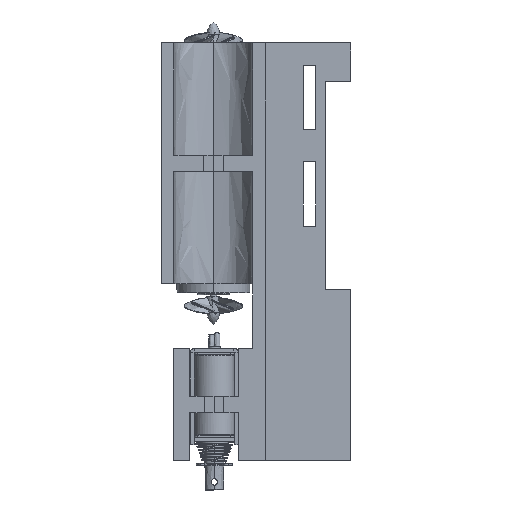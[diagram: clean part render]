
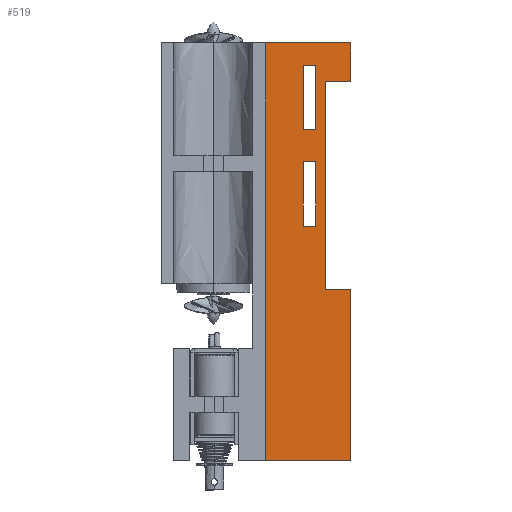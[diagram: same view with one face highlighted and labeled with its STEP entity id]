
A CAD part, left-side view. The second image highlights one B-rep face of the part: STEP entity #519.
In plain terms, the highlighted free-form (B-spline) face has degree [1, 1] with [2, 2] control points.
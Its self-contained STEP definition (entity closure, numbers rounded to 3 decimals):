
#519 = ADVANCED_FACE('',(#520,#550,#580),#638,.F.);
#520 = FACE_BOUND('',#521,.T.);
#521 = EDGE_LOOP('',(#522,#531,#538,#545));
#522 = ORIENTED_EDGE('',*,*,#523,.F.);
#523 = EDGE_CURVE('',#524,#526,#528,.T.);
#524 = VERTEX_POINT('',#525);
#525 = CARTESIAN_POINT('',(-85.831,-56.602,
    98.861));
#526 = VERTEX_POINT('',#527);
#527 = CARTESIAN_POINT('',(-85.831,-52.07,
    98.861));
#528 = B_SPLINE_CURVE_WITH_KNOTS('',1,(#529,#530),.UNSPECIFIED.,.F.,.F.,
  (2,2),(-31.919,-27.919),.PIECEWISE_BEZIER_KNOTS.);
#529 = CARTESIAN_POINT('',(-85.831,-56.602,
    98.861));
#530 = CARTESIAN_POINT('',(-85.831,-52.07,
    98.861));
#531 = ORIENTED_EDGE('',*,*,#532,.F.);
#532 = EDGE_CURVE('',#533,#524,#535,.T.);
#533 = VERTEX_POINT('',#534);
#534 = CARTESIAN_POINT('',(-85.831,-56.602,
    76.203));
#535 = B_SPLINE_CURVE_WITH_KNOTS('',1,(#536,#537),.UNSPECIFIED.,.F.,.F.,
  (2,2),(-57.,-37.),.PIECEWISE_BEZIER_KNOTS.);
#536 = CARTESIAN_POINT('',(-85.831,-56.602,
    76.203));
#537 = CARTESIAN_POINT('',(-85.831,-56.602,
    98.861));
#538 = ORIENTED_EDGE('',*,*,#539,.F.);
#539 = EDGE_CURVE('',#540,#533,#542,.T.);
#540 = VERTEX_POINT('',#541);
#541 = CARTESIAN_POINT('',(-85.831,-52.07,
    76.203));
#542 = B_SPLINE_CURVE_WITH_KNOTS('',1,(#543,#544),.UNSPECIFIED.,.F.,.F.,
  (2,2),(27.919,31.919),.PIECEWISE_BEZIER_KNOTS.);
#543 = CARTESIAN_POINT('',(-85.831,-52.07,
    76.203));
#544 = CARTESIAN_POINT('',(-85.831,-56.602,
    76.203));
#545 = ORIENTED_EDGE('',*,*,#546,.T.);
#546 = EDGE_CURVE('',#540,#526,#547,.T.);
#547 = B_SPLINE_CURVE_WITH_KNOTS('',1,(#548,#549),.UNSPECIFIED.,.F.,.F.,
  (2,2),(-57.,-37.),.PIECEWISE_BEZIER_KNOTS.);
#548 = CARTESIAN_POINT('',(-85.831,-52.07,
    76.203));
#549 = CARTESIAN_POINT('',(-85.831,-52.07,
    98.861));
#550 = FACE_BOUND('',#551,.T.);
#551 = EDGE_LOOP('',(#552,#561,#568,#575));
#552 = ORIENTED_EDGE('',*,*,#553,.F.);
#553 = EDGE_CURVE('',#554,#556,#558,.T.);
#554 = VERTEX_POINT('',#555);
#555 = CARTESIAN_POINT('',(-85.831,-56.602,
    132.847));
#556 = VERTEX_POINT('',#557);
#557 = CARTESIAN_POINT('',(-85.831,-52.07,
    132.847));
#558 = B_SPLINE_CURVE_WITH_KNOTS('',1,(#559,#560),.UNSPECIFIED.,.F.,.F.,
  (2,2),(-31.919,-27.919),.PIECEWISE_BEZIER_KNOTS.);
#559 = CARTESIAN_POINT('',(-85.831,-56.602,
    132.847));
#560 = CARTESIAN_POINT('',(-85.831,-52.07,
    132.847));
#561 = ORIENTED_EDGE('',*,*,#562,.F.);
#562 = EDGE_CURVE('',#563,#554,#565,.T.);
#563 = VERTEX_POINT('',#564);
#564 = CARTESIAN_POINT('',(-85.831,-56.602,
    110.19));
#565 = B_SPLINE_CURVE_WITH_KNOTS('',1,(#566,#567),.UNSPECIFIED.,.F.,.F.,
  (2,2),(-27.,-7.),.PIECEWISE_BEZIER_KNOTS.);
#566 = CARTESIAN_POINT('',(-85.831,-56.602,
    110.19));
#567 = CARTESIAN_POINT('',(-85.831,-56.602,
    132.847));
#568 = ORIENTED_EDGE('',*,*,#569,.F.);
#569 = EDGE_CURVE('',#570,#563,#572,.T.);
#570 = VERTEX_POINT('',#571);
#571 = CARTESIAN_POINT('',(-85.831,-52.07,
    110.19));
#572 = B_SPLINE_CURVE_WITH_KNOTS('',1,(#573,#574),.UNSPECIFIED.,.F.,.F.,
  (2,2),(27.919,31.919),.PIECEWISE_BEZIER_KNOTS.);
#573 = CARTESIAN_POINT('',(-85.831,-52.07,
    110.19));
#574 = CARTESIAN_POINT('',(-85.831,-56.602,
    110.19));
#575 = ORIENTED_EDGE('',*,*,#576,.T.);
#576 = EDGE_CURVE('',#570,#556,#577,.T.);
#577 = B_SPLINE_CURVE_WITH_KNOTS('',1,(#578,#579),.UNSPECIFIED.,.F.,.F.,
  (2,2),(-27.,-7.),.PIECEWISE_BEZIER_KNOTS.);
#578 = CARTESIAN_POINT('',(-85.831,-52.07,
    110.19));
#579 = CARTESIAN_POINT('',(-85.831,-52.07,
    132.847));
#580 = FACE_BOUND('',#581,.T.);
#581 = EDGE_LOOP('',(#582,#591,#598,#605,#612,#619,#626,#633));
#582 = ORIENTED_EDGE('',*,*,#583,.T.);
#583 = EDGE_CURVE('',#584,#586,#588,.T.);
#584 = VERTEX_POINT('',#585);
#585 = CARTESIAN_POINT('',(-85.831,-68.935,
    53.788));
#586 = VERTEX_POINT('',#587);
#587 = CARTESIAN_POINT('',(-85.831,-59.871,53.788
    ));
#588 = B_SPLINE_CURVE_WITH_KNOTS('',1,(#589,#590),.UNSPECIFIED.,.F.,.F.,
  (2,2),(-42.805,-34.805),.PIECEWISE_BEZIER_KNOTS.);
#589 = CARTESIAN_POINT('',(-85.831,-68.935,
    53.788));
#590 = CARTESIAN_POINT('',(-85.831,-59.871,53.788
    ));
#591 = ORIENTED_EDGE('',*,*,#592,.F.);
#592 = EDGE_CURVE('',#593,#586,#595,.T.);
#593 = VERTEX_POINT('',#594);
#594 = CARTESIAN_POINT('',(-85.831,-59.871,127.183
    ));
#595 = B_SPLINE_CURVE_WITH_KNOTS('',1,(#596,#597),.UNSPECIFIED.,.F.,.F.,
  (2,2),(-64.786,-0.),.PIECEWISE_BEZIER_KNOTS.);
#596 = CARTESIAN_POINT('',(-85.831,-59.871,127.183
    ));
#597 = CARTESIAN_POINT('',(-85.831,-59.871,53.788
    ));
#598 = ORIENTED_EDGE('',*,*,#599,.F.);
#599 = EDGE_CURVE('',#600,#593,#602,.T.);
#600 = VERTEX_POINT('',#601);
#601 = CARTESIAN_POINT('',(-85.831,-68.935,
    127.183));
#602 = B_SPLINE_CURVE_WITH_KNOTS('',1,(#603,#604),.UNSPECIFIED.,.F.,.F.,
  (2,2),(0.,8.),.PIECEWISE_BEZIER_KNOTS.);
#603 = CARTESIAN_POINT('',(-85.831,-68.935,
    127.183));
#604 = CARTESIAN_POINT('',(-85.831,-59.871,127.183
    ));
#605 = ORIENTED_EDGE('',*,*,#606,.T.);
#606 = EDGE_CURVE('',#600,#607,#609,.T.);
#607 = VERTEX_POINT('',#608);
#608 = CARTESIAN_POINT('',(-85.831,-68.935,
    140.778));
#609 = B_SPLINE_CURVE_WITH_KNOTS('',1,(#610,#611),.UNSPECIFIED.,.F.,.F.,
  (2,2),(126.619,138.619),.PIECEWISE_BEZIER_KNOTS.);
#610 = CARTESIAN_POINT('',(-85.831,-68.935,
    127.183));
#611 = CARTESIAN_POINT('',(-85.831,-68.935,
    140.778));
#612 = ORIENTED_EDGE('',*,*,#613,.T.);
#613 = EDGE_CURVE('',#607,#614,#616,.T.);
#614 = VERTEX_POINT('',#615);
#615 = CARTESIAN_POINT('',(-85.831,-38.908,
    140.778));
#616 = B_SPLINE_CURVE_WITH_KNOTS('',1,(#617,#618),.UNSPECIFIED.,.F.,.F.,
  (2,2),(-42.805,-16.3),.PIECEWISE_BEZIER_KNOTS.);
#617 = CARTESIAN_POINT('',(-85.831,-68.935,
    140.778));
#618 = CARTESIAN_POINT('',(-85.831,-38.908,
    140.778));
#619 = ORIENTED_EDGE('',*,*,#620,.F.);
#620 = EDGE_CURVE('',#621,#614,#623,.T.);
#621 = VERTEX_POINT('',#622);
#622 = CARTESIAN_POINT('',(-85.831,-38.908,
    -6.498));
#623 = B_SPLINE_CURVE_WITH_KNOTS('',1,(#624,#625),.UNSPECIFIED.,.F.,.F.,
  (2,2),(20.116,150.116),.PIECEWISE_BEZIER_KNOTS.);
#624 = CARTESIAN_POINT('',(-85.831,-38.908,
    -6.498));
#625 = CARTESIAN_POINT('',(-85.831,-38.908,
    140.778));
#626 = ORIENTED_EDGE('',*,*,#627,.T.);
#627 = EDGE_CURVE('',#621,#628,#630,.T.);
#628 = VERTEX_POINT('',#629);
#629 = CARTESIAN_POINT('',(-85.831,-68.935,
    -6.498));
#630 = B_SPLINE_CURVE_WITH_KNOTS('',1,(#631,#632),.UNSPECIFIED.,.F.,.F.,
  (2,2),(16.3,42.805),.PIECEWISE_BEZIER_KNOTS.);
#631 = CARTESIAN_POINT('',(-85.831,-38.908,
    -6.498));
#632 = CARTESIAN_POINT('',(-85.831,-68.935,
    -6.498));
#633 = ORIENTED_EDGE('',*,*,#634,.T.);
#634 = EDGE_CURVE('',#628,#584,#635,.T.);
#635 = B_SPLINE_CURVE_WITH_KNOTS('',1,(#636,#637),.UNSPECIFIED.,.F.,.F.,
  (2,2),(8.619,61.833),.PIECEWISE_BEZIER_KNOTS.);
#636 = CARTESIAN_POINT('',(-85.831,-68.935,
    -6.498));
#637 = CARTESIAN_POINT('',(-85.831,-68.935,
    53.788));
#638 = B_SPLINE_SURFACE_WITH_KNOTS('',1,1,(
    (#639,#640)
    ,(#641,#642
    )),.UNSPECIFIED.,.F.,.F.,.F.,(2,2),(2,2),(-150.116,
    -20.116),(-42.805,-16.3),.PIECEWISE_BEZIER_KNOTS.);
#639 = CARTESIAN_POINT('',(-85.831,-68.935,
    140.778));
#640 = CARTESIAN_POINT('',(-85.831,-38.908,
    140.778));
#641 = CARTESIAN_POINT('',(-85.831,-68.935,
    -6.498));
#642 = CARTESIAN_POINT('',(-85.831,-38.908,
    -6.498));
